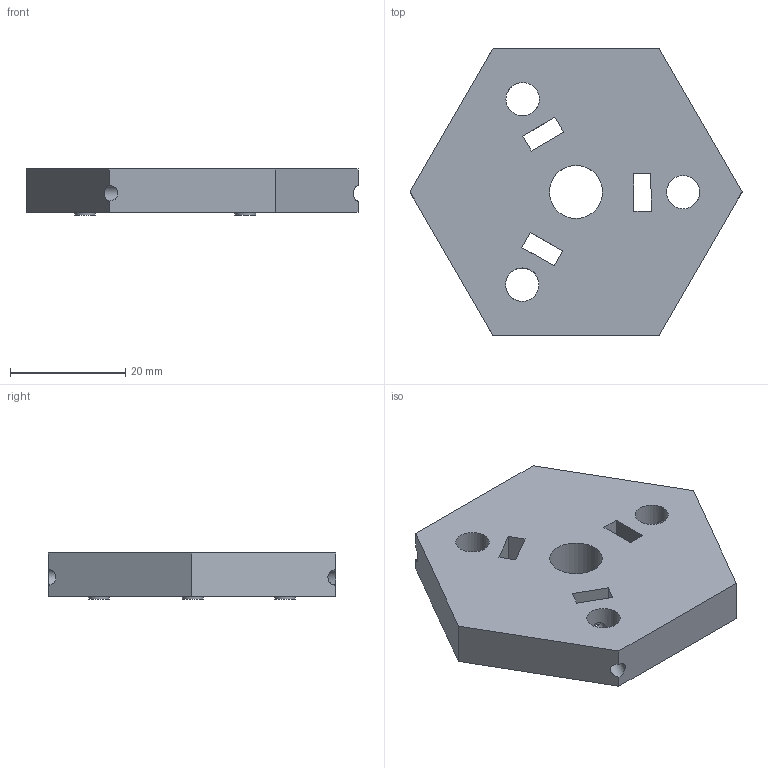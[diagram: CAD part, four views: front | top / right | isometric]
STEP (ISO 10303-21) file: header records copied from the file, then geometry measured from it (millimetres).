
FILE_DESCRIPTION(/* description */ ('Unknown'),/* implementation_level */ '2;1');
FILE_NAME(/* name */ 'bouncy_base_01',/* time_stamp */ '2023-07-16T19:36:49+01:00',/* author */ ('Unknown'),/* organization */ ('Unknown'),/* preprocessor_version */ 'ST-DEVELOPER v18.102',/* originating_system */ 'Solid Edge',/* authorisation */ 'Unknown');
FILE_SCHEMA (('AUTOMOTIVE_DESIGN {1 0 10303 214 3 1 1}'));
Length unit declared in the file: millimetre
Products named in the file (1): bouncy_base_01
Bounding box: 57.73 x 50 x 8 mm (x, y, z)
Volume: 14489.2 mm3; surface area: 6597.9 mm2
Topology: 1 solids, 1 shells, 42 faces, 118 edges, 80 vertices
Faces by surface type: plane 26, cylinder 13, cone 3
Full cylindrical faces by diameter (mm): 2.7 x6, 5.8 x6, 9.2 x1
Entity records: 1327 total; most frequent: CARTESIAN_POINT 266, DIRECTION 201, ORIENTED_EDGE 184, EDGE_CURVE 92, EDGE_LOOP 87, FACE_BOUND 87, AXIS2_PLACEMENT_3D 72, VERTEX_POINT 71
